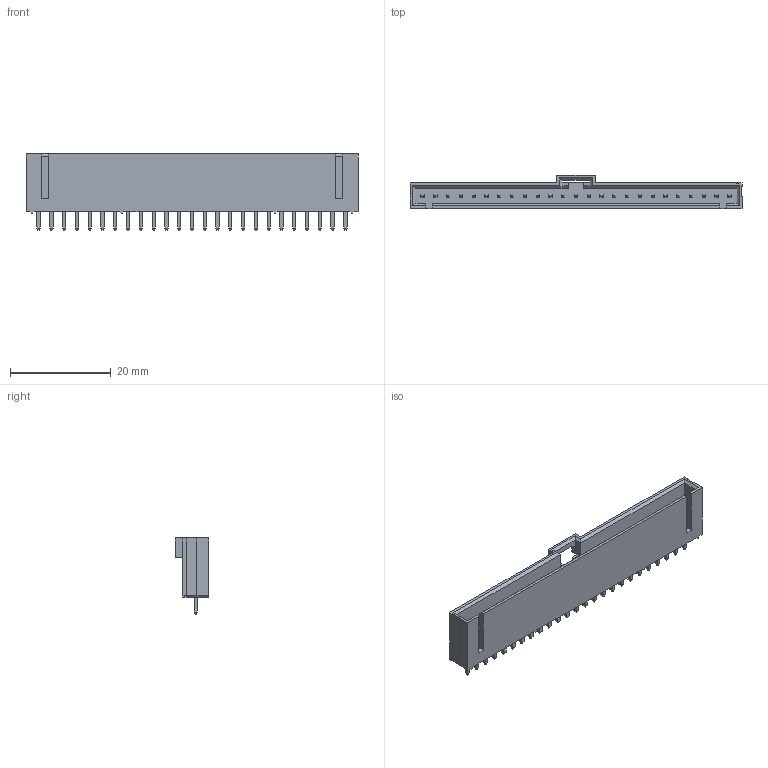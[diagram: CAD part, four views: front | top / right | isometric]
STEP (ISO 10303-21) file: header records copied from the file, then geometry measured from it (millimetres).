
FILE_DESCRIPTION((''),'2;1');
FILE_NAME('1719710025','2019-01-10T',('gga'),(''),'PRO/ENGINEER BY PARAMETRIC TECHNOLOGY CORPORATION, 2016010','PRO/ENGINEER BY PARAMETRIC TECHNOLOGY CORPORATION, 2016010','');
FILE_SCHEMA(('CONFIG_CONTROL_DESIGN'));
Length unit declared in the file: millimetre
Products named in the file (1): 1719710025
Bounding box: 65.96 x 6.6 x 15.11 mm (x, y, z)
Volume: 2148.4 mm3; surface area: 4058.1 mm2
Topology: 1 solids, 1 shells, 524 faces, 1260 edges, 788 vertices
Faces by surface type: plane 522, cylinder 2
Entity records: 14668 total; most frequent: CARTESIAN_POINT 2521, ORIENTED_EDGE 2418, DIRECTION 2364, EDGE_CURVE 1209, VECTOR 1206, LINE 1206, VERTEX_POINT 736, AXIS2_PLACEMENT_3D 579
